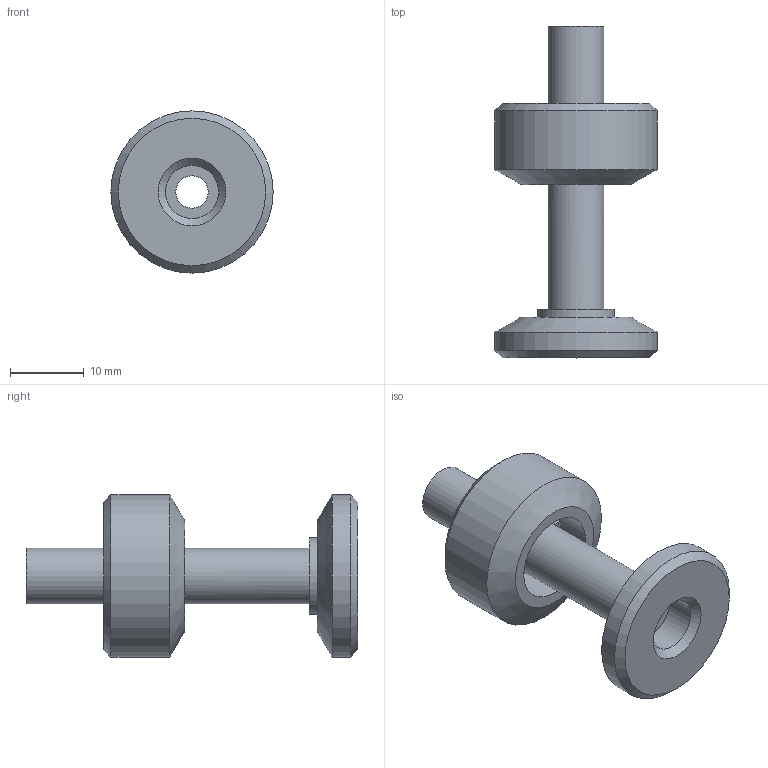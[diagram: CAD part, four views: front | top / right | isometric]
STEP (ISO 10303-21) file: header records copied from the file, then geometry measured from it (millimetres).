
FILE_DESCRIPTION(('FreeCAD Model'),'2;1');
FILE_NAME('Open CASCADE Shape Model','2025-02-03T19:58:21',(''),(''), 'Open CASCADE STEP processor 7.8','FreeCAD','Unknown');
FILE_SCHEMA(('AUTOMOTIVE_DESIGN { 1 0 10303 214 1 1 1 1 }'));
Length unit declared in the file: millimetre
Products named in the file (1): Wheels_Treads_Idler
Bounding box: 22 x 45 x 22 mm (x, y, z)
Volume: 5694.4 mm3; surface area: 4553.5 mm2
Topology: 1 solids, 1 shells, 121 faces, 279 edges, 165 vertices
Faces by surface type: plane 89, cylinder 21, torus 6, cone 5
Full cylindrical faces by diameter (mm): 4.4 x1, 7.2 x1, 7.575 x2, 10.375 x1, 11.825 x2, 22 x2
Entity records: 3618 total; most frequent: CARTESIAN_POINT 848, DIRECTION 588, ORIENTED_EDGE 558, EDGE_CURVE 279, AXIS2_PLACEMENT_3D 211, LINE 166, VECTOR 166, VERTEX_POINT 165
